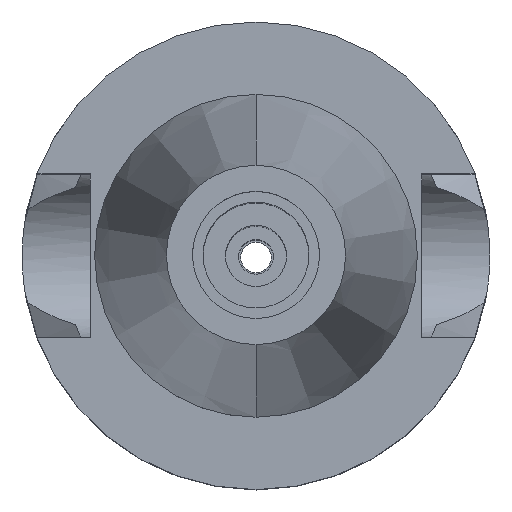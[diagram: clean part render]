
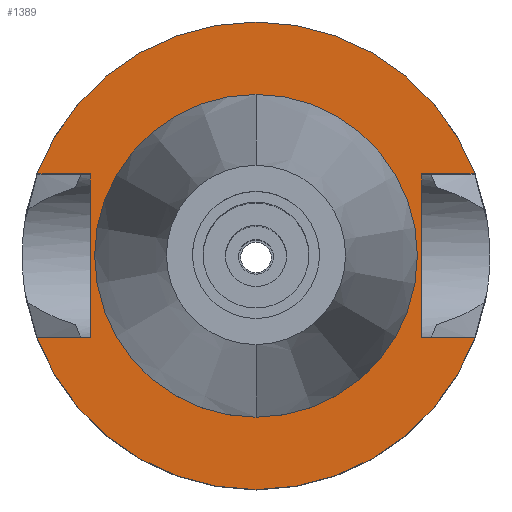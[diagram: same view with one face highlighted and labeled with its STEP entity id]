
A CAD part, top view. The second image highlights one B-rep face of the part: STEP entity #1389.
In plain terms, the highlighted planar face has unit normal (0, 0, 1).
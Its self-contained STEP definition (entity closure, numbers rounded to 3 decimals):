
#121=DIRECTION('',(0.,1.,0.));
#122=VECTOR('',#121,16.1);
#123=CARTESIAN_POINT('',(-16.3,-8.05,-1.));
#124=LINE('',#123,#122);
#128=DIRECTION('',(-1.,0.,0.));
#129=VECTOR('',#128,5.245);
#130=CARTESIAN_POINT('',(-16.3,8.05,-1.));
#131=LINE('',#130,#129);
#135=CARTESIAN_POINT('',(0.,0.,-1.));
#136=DIRECTION('',(0.,0.,-1.));
#137=DIRECTION('',(-0.937,0.35,0.));
#138=AXIS2_PLACEMENT_3D('',#135,#136,#137);
#143=CARTESIAN_POINT('',(0.,0.,-1.));
#144=DIRECTION('',(0.,0.,-1.));
#145=DIRECTION('',(0.,1.,0.));
#146=AXIS2_PLACEMENT_3D('',#143,#144,#145);
#151=DIRECTION('',(0.,-1.,0.));
#152=VECTOR('',#151,16.1);
#153=CARTESIAN_POINT('',(16.3,8.05,-1.));
#154=LINE('',#153,#152);
#158=DIRECTION('',(1.,0.,0.));
#159=VECTOR('',#158,5.245);
#160=CARTESIAN_POINT('',(16.3,-8.05,-1.));
#161=LINE('',#160,#159);
#165=CARTESIAN_POINT('',(0.,0.,-1.));
#166=DIRECTION('',(0.,0.,-1.));
#167=DIRECTION('',(0.937,-0.35,0.));
#168=AXIS2_PLACEMENT_3D('',#165,#166,#167);
#173=CARTESIAN_POINT('',(0.,0.,-1.));
#174=DIRECTION('',(0.,0.,-1.));
#175=DIRECTION('',(0.,-1.,0.));
#176=AXIS2_PLACEMENT_3D('',#173,#174,#175);
#181=CARTESIAN_POINT('',(0.,0.,-1.));
#182=DIRECTION('',(0.,0.,1.));
#183=DIRECTION('',(0.,-1.,0.));
#184=AXIS2_PLACEMENT_3D('',#181,#182,#183);
#189=CARTESIAN_POINT('',(0.,0.,-1.));
#190=DIRECTION('',(0.,0.,1.));
#191=DIRECTION('',(0.,1.,0.));
#192=AXIS2_PLACEMENT_3D('',#189,#190,#191);
#237=DIRECTION('',(-1.,0.,0.));
#238=VECTOR('',#237,5.245);
#239=CARTESIAN_POINT('',(-16.3,-8.05,-1.));
#240=LINE('',#239,#238);
#360=DIRECTION('',(1.,0.,0.));
#361=VECTOR('',#360,5.245);
#362=CARTESIAN_POINT('',(16.3,8.05,-1.));
#363=LINE('',#362,#361);
#1256=CARTESIAN_POINT('',(-16.3,-8.05,-1.));
#1257=VERTEX_POINT('',#1256);
#1258=CARTESIAN_POINT('',(-21.545,-8.05,-1.));
#1259=VERTEX_POINT('',#1258);
#1260=CARTESIAN_POINT('',(-16.3,8.05,-1.));
#1261=VERTEX_POINT('',#1260);
#1262=CARTESIAN_POINT('',(-21.545,8.05,-1.));
#1263=VERTEX_POINT('',#1262);
#1264=CARTESIAN_POINT('',(0.,23.,-1.));
#1265=CARTESIAN_POINT('',(21.545,8.05,-1.));
#1266=VERTEX_POINT('',#1264);
#1267=VERTEX_POINT('',#1265);
#1268=CARTESIAN_POINT('',(16.3,8.05,-1.));
#1269=VERTEX_POINT('',#1268);
#1270=CARTESIAN_POINT('',(16.3,-8.05,-1.));
#1271=VERTEX_POINT('',#1270);
#1272=CARTESIAN_POINT('',(21.545,-8.05,-1.));
#1273=VERTEX_POINT('',#1272);
#1274=CARTESIAN_POINT('',(0.,-23.,-1.));
#1275=VERTEX_POINT('',#1274);
#1276=CARTESIAN_POINT('',(0.,-15.875,-1.));
#1277=CARTESIAN_POINT('',(0.,15.875,-1.));
#1278=VERTEX_POINT('',#1276);
#1279=VERTEX_POINT('',#1277);
#1358=CARTESIAN_POINT('',(0.,0.,-1.));
#1359=DIRECTION('',(0.,0.,-1.));
#1360=DIRECTION('',(0.,-1.,0.));
#1361=AXIS2_PLACEMENT_3D('',#1358,#1359,#1360);
#1362=PLANE('',#1361);
#1364=ORIENTED_EDGE('',*,*,#1363,.T.);
#1366=ORIENTED_EDGE('',*,*,#1365,.T.);
#1368=ORIENTED_EDGE('',*,*,#1367,.T.);
#1370=ORIENTED_EDGE('',*,*,#1369,.T.);
#1372=ORIENTED_EDGE('',*,*,#1371,.F.);
#1374=ORIENTED_EDGE('',*,*,#1373,.T.);
#1376=ORIENTED_EDGE('',*,*,#1375,.T.);
#1378=ORIENTED_EDGE('',*,*,#1377,.T.);
#1380=ORIENTED_EDGE('',*,*,#1379,.T.);
#1382=ORIENTED_EDGE('',*,*,#1381,.F.);
#1383=EDGE_LOOP('',(#1364,#1366,#1368,#1370,#1372,#1374,#1376,#1378,#1380,
#1382));
#1384=FACE_OUTER_BOUND('',#1383,.F.);
#1385=ORIENTED_EDGE('',*,*,#1337,.T.);
#1386=ORIENTED_EDGE('',*,*,#1353,.T.);
#1387=EDGE_LOOP('',(#1385,#1386));
#1388=FACE_BOUND('',#1387,.F.);
#139=CIRCLE('',#138,23.);
#147=CIRCLE('',#146,23.);
#169=CIRCLE('',#168,23.);
#177=CIRCLE('',#176,23.);
#185=CIRCLE('',#184,15.875);
#193=CIRCLE('',#192,15.875);
#1337=EDGE_CURVE('',#1278,#1279,#185,.T.);
#1353=EDGE_CURVE('',#1279,#1278,#193,.T.);
#1363=EDGE_CURVE('',#1257,#1261,#124,.T.);
#1365=EDGE_CURVE('',#1261,#1263,#131,.T.);
#1367=EDGE_CURVE('',#1263,#1266,#139,.T.);
#1369=EDGE_CURVE('',#1266,#1267,#147,.T.);
#1371=EDGE_CURVE('',#1269,#1267,#363,.T.);
#1373=EDGE_CURVE('',#1269,#1271,#154,.T.);
#1375=EDGE_CURVE('',#1271,#1273,#161,.T.);
#1377=EDGE_CURVE('',#1273,#1275,#169,.T.);
#1379=EDGE_CURVE('',#1275,#1259,#177,.T.);
#1381=EDGE_CURVE('',#1257,#1259,#240,.T.);
#1389=ADVANCED_FACE('',(#1384,#1388),#1362,.F.);
